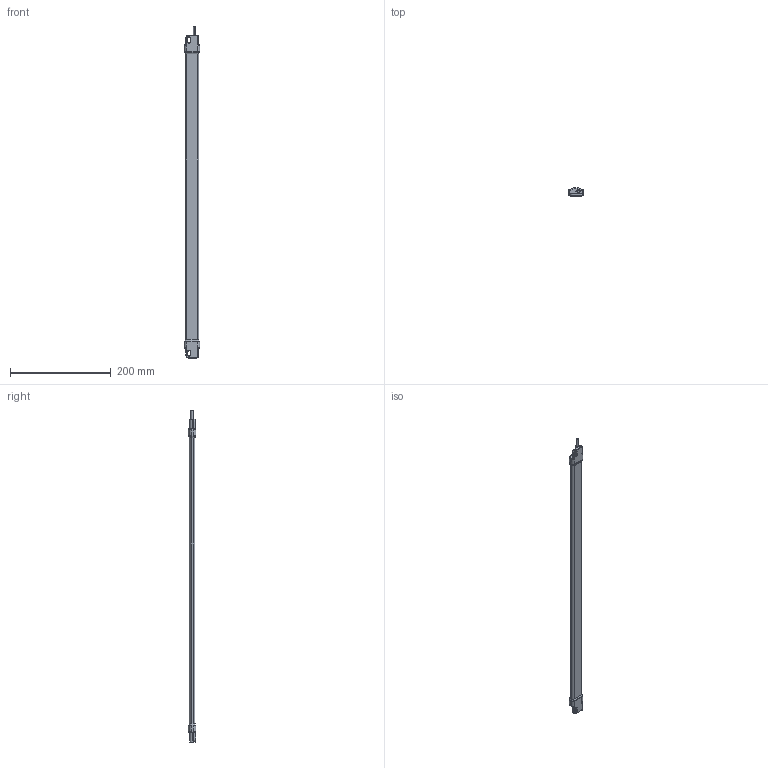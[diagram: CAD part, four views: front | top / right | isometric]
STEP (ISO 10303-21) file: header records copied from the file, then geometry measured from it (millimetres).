
FILE_DESCRIPTION((''),'2;1');
FILE_NAME('198001_SM01_ASM','2022-06-15T12:06:12',('PDMAdmin'),('BANNER ENGINEERING'),'CREO PARAMETRIC BY PTC INC, 2019292','CREO PARAMETRIC BY PTC INC, 2019292','');
FILE_SCHEMA(('CONFIG_CONTROL_DESIGN'));
Length unit declared in the file: millimetre
Products named in the file (2): 198001_EP01; 198001_SM01_ASM
Assembly tree (1 placements, depth 2):
  198001_SM01_ASM
    198001_EP01
Bounding box: 30.6 x 15.53 x 658.2 mm (x, y, z)
Volume: 173394.2 mm3; surface area: 44887.6 mm2
Topology: 1 solids, 2 shells, 204 faces, 490 edges, 294 vertices
Faces by surface type: cylinder 83, plane 63, bspline 28, cone 14, torus 12, sphere 4
Entity records: 8137 total; most frequent: CARTESIAN_POINT 3411, ORIENTED_EDGE 980, DIRECTION 978, EDGE_CURVE 490, AXIS2_PLACEMENT_3D 365, VERTEX_POINT 294, VECTOR 248, LINE 248
